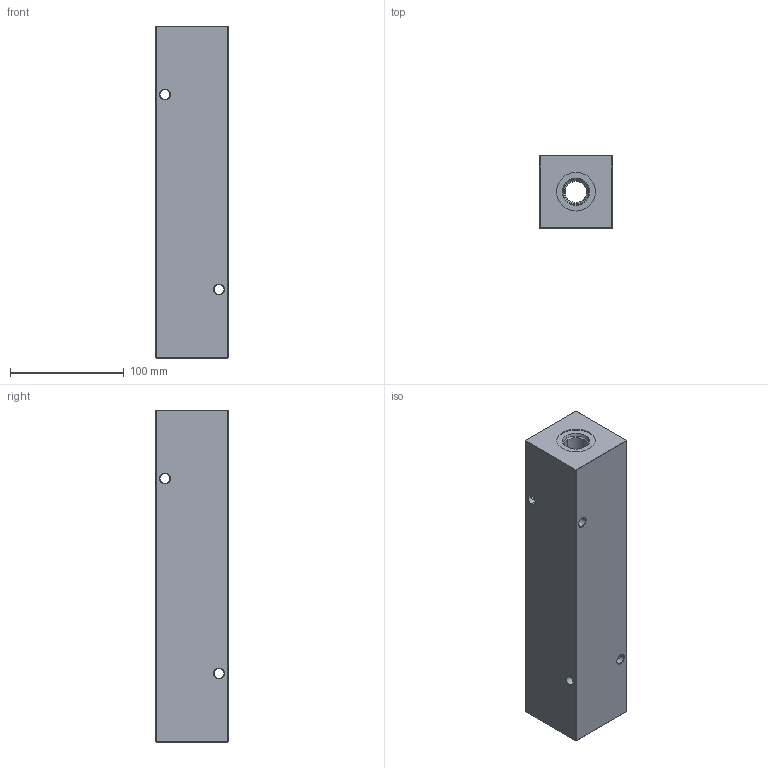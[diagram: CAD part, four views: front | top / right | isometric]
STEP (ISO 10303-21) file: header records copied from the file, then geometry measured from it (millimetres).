
FILE_DESCRIPTION (( 'STEP AP203' ), '1' );
FILE_NAME ('HM-5-0-S-10-10.STEP', '2020-10-01T21:45:38', ( '' ), ( '' ), 'SwSTEP 2.0', 'SolidWorks 2019', '' );
FILE_SCHEMA (( 'CONFIG_CONTROL_DESIGN' ));
Length unit declared in the file: inch
Products named in the file (1): HM-5-0-S-10-10
Bounding box: 63.5 x 63.5 x 292.1 mm (x, y, z)
Volume: 1034087.3 mm3; surface area: 109710 mm2
Topology: 1 solids, 1 shells, 545 faces, 1402 edges, 902 vertices
Faces by surface type: plane 237, bspline 194, cone 58, cylinder 56
Entity records: 26199 total; most frequent: CARTESIAN_POINT 14176, ORIENTED_EDGE 2804, DIRECTION 1822, EDGE_CURVE 1402, VERTEX_POINT 902, LINE 838, VECTOR 838, EDGE_LOOP 612
